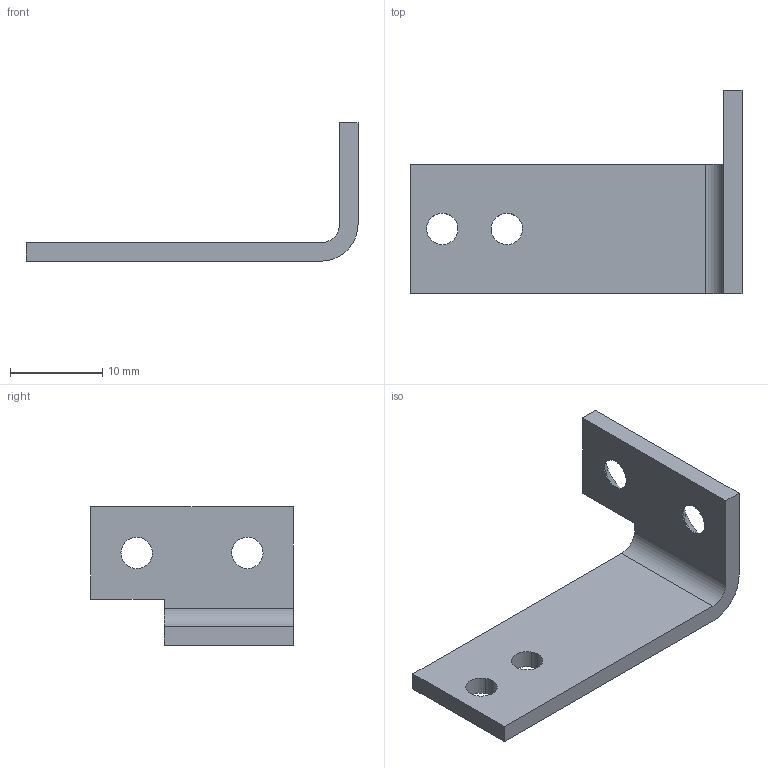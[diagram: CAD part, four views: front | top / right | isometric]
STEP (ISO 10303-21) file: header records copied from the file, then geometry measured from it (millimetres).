
FILE_DESCRIPTION(('CATIA V5 STEP Exchange'),'2;1');
FILE_NAME('HPPM_OS_Arm_Extension.stp','2017-11-23T00:02:33+00:00',('none'),('none'),'Version 5-6 Release 2012','CATIA V5 STEP AP203','none');
FILE_SCHEMA(('CONFIG_CONTROL_DESIGN'));
Length unit declared in the file: millimetre
Products named in the file (1): HPPM_OS_Arm_Extension
Bounding box: 36 x 22 x 15 mm (x, y, z)
Volume: 1370.4 mm3; surface area: 1773.2 mm2
Topology: 1 solids, 1 shells, 24 faces, 62 edges, 40 vertices
Faces by surface type: cylinder 10, plane 10, cone 4
Entity records: 742 total; most frequent: ORIENTED_EDGE 124, CARTESIAN_POINT 121, DIRECTION 98, EDGE_CURVE 62, AXIS2_PLACEMENT_3D 43, VERTEX_POINT 40, VECTOR 38, LINE 38
